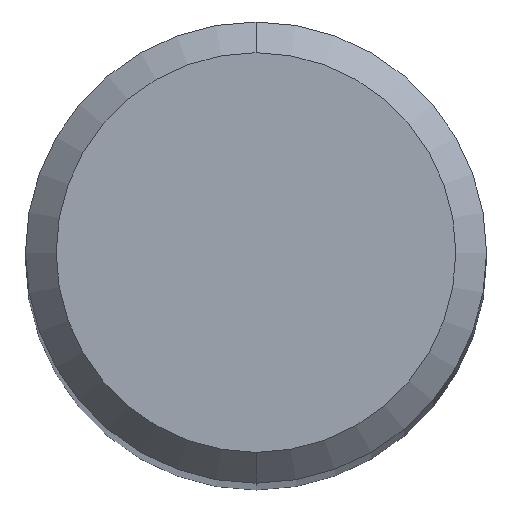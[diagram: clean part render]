
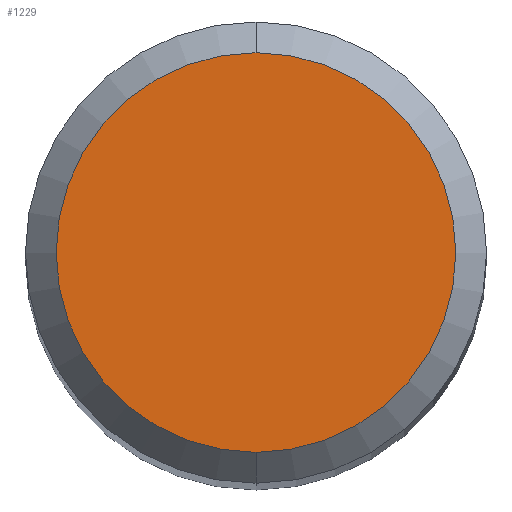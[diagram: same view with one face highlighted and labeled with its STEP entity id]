
A CAD part, top view. The second image highlights one B-rep face of the part: STEP entity #1229.
In plain terms, the highlighted planar face has unit normal (0, 0, 1).
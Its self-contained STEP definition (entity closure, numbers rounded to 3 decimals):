
#637=EDGE_CURVE('',#931,#661,#1604,.T.);
#661=VERTEX_POINT('',#1630);
#931=VERTEX_POINT('',#1924);
#1045=EDGE_CURVE('',#661,#931,#2049,.T.);
#1229=ADVANCED_FACE('',(#2250),#2251,.T.);
#1604=CIRCLE('',#3463,2.6);
#1630=CARTESIAN_POINT('',(0.0,2.6,0.0));
#1924=CARTESIAN_POINT('',(0.,-2.6,0.0));
#2049=CIRCLE('',#9054,2.6);
#2250=FACE_OUTER_BOUND('',#10856,.T.);
#2251=PLANE('',#10857);
#3463=AXIS2_PLACEMENT_3D('',#12466,#12467,#12468);
#9054=AXIS2_PLACEMENT_3D('',#12884,#12885,#12886);
#10856=EDGE_LOOP('',(#13075,#13076));
#10857=AXIS2_PLACEMENT_3D('',#13077,#13078,#13079);
#12466=CARTESIAN_POINT('',(0.0,0.0,0.0));
#12467=DIRECTION('',(0.0,0.0,-1.0));
#12468=DIRECTION('',(0.0,1.0,0.0));
#12884=CARTESIAN_POINT('',(0.0,0.0,0.0));
#12885=DIRECTION('',(0.0,0.0,-1.0));
#12886=DIRECTION('',(0.0,1.0,0.0));
#13075=ORIENTED_EDGE('',*,*,#1045,.F.);
#13076=ORIENTED_EDGE('',*,*,#637,.F.);
#13077=CARTESIAN_POINT('',(0.0,1.3,0.0));
#13078=DIRECTION('',(-0.0,0.0,1.0));
#13079=DIRECTION('',(0.0,-1.0,0.0));
